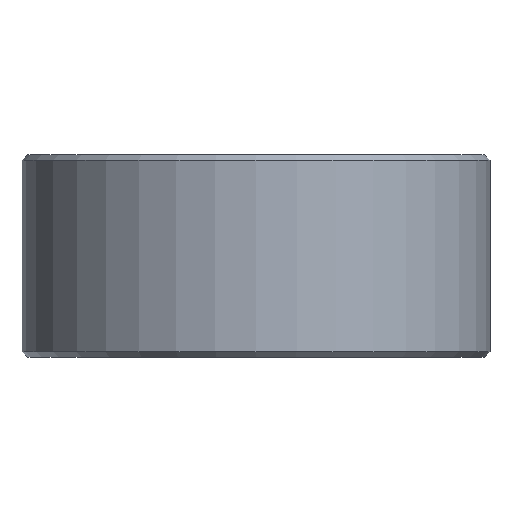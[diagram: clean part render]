
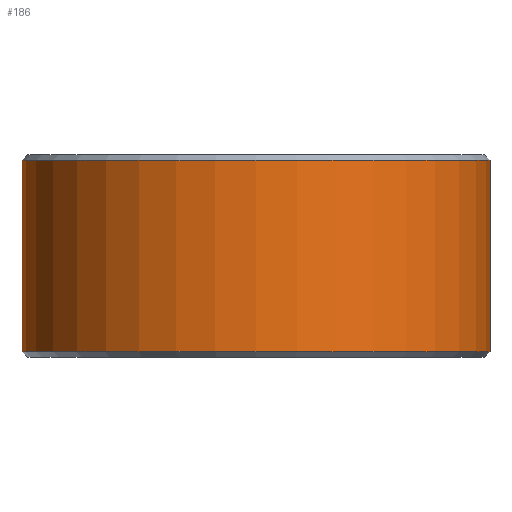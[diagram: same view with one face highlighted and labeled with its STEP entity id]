
A CAD part, front view. The second image highlights one B-rep face of the part: STEP entity #186.
In plain terms, the highlighted cylindrical face has radius 4.04 mm (diameter 8.08 mm), a partial arc.
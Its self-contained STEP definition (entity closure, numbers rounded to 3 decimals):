
#21 = DIRECTION ( 'NONE',  ( 0., 0., -1. ) ) ;
#44 = DIRECTION ( 'NONE',  ( 0., 0., -1. ) ) ;
#52 = ORIENTED_EDGE ( 'NONE', *, *, #330, .T. ) ;
#58 = CARTESIAN_POINT ( 'NONE',  ( 3.54, 0.063, 15.427 ) ) ;
#82 = VERTEX_POINT ( 'NONE', #363 ) ;
#115 = ORIENTED_EDGE ( 'NONE', *, *, #392, .F. ) ;
#130 = EDGE_LOOP ( 'NONE', ( #115, #52, #465, #246 ) ) ;
#147 = AXIS2_PLACEMENT_3D ( 'NONE', #272, #230, #389 ) ;
#186 = ADVANCED_FACE ( 'NONE', ( #262 ), #438, .T. ) ;
#208 = AXIS2_PLACEMENT_3D ( 'NONE', #265, #412, #228 ) ;
#228 = DIRECTION ( 'NONE',  ( -1., 0., 0. ) ) ;
#230 = DIRECTION ( 'NONE',  ( 0., 0., -1. ) ) ;
#237 = AXIS2_PLACEMENT_3D ( 'NONE', #347, #461, #279 ) ;
#244 = CIRCLE ( 'NONE', #237, 4.04 ) ;
#246 = ORIENTED_EDGE ( 'NONE', *, *, #286, .T. ) ;
#255 = EDGE_CURVE ( 'NONE', #378, #82, #338, .T. ) ;
#262 = FACE_OUTER_BOUND ( 'NONE', #130, .T. ) ;
#265 = CARTESIAN_POINT ( 'NONE',  ( -0.5, 0.063, 15.427 ) ) ;
#272 = CARTESIAN_POINT ( 'NONE',  ( -0.5, 0.063, 3.9 ) ) ;
#279 = DIRECTION ( 'NONE',  ( -1., 0., 0. ) ) ;
#286 = EDGE_CURVE ( 'NONE', #82, #393, #244, .T. ) ;
#316 = VERTEX_POINT ( 'NONE', #425 ) ;
#317 = CARTESIAN_POINT ( 'NONE',  ( -4.54, 0.063, 3.9 ) ) ;
#330 = EDGE_CURVE ( 'NONE', #316, #378, #435, .T. ) ;
#338 = LINE ( 'NONE', #368, #374 ) ;
#347 = CARTESIAN_POINT ( 'NONE',  ( -0.5, 0.063, 0.6 ) ) ;
#349 = CARTESIAN_POINT ( 'NONE',  ( 3.54, 0.063, 0.6 ) ) ;
#355 = VECTOR ( 'NONE', #21, 1000. ) ;
#363 = CARTESIAN_POINT ( 'NONE',  ( -4.54, 0.063, 0.6 ) ) ;
#368 = CARTESIAN_POINT ( 'NONE',  ( -4.54, 0.063, 15.427 ) ) ;
#374 = VECTOR ( 'NONE', #44, 1000. ) ;
#378 = VERTEX_POINT ( 'NONE', #317 ) ;
#382 = LINE ( 'NONE', #58, #355 ) ;
#389 = DIRECTION ( 'NONE',  ( 1., 0., 0. ) ) ;
#392 = EDGE_CURVE ( 'NONE', #316, #393, #382, .T. ) ;
#393 = VERTEX_POINT ( 'NONE', #349 ) ;
#412 = DIRECTION ( 'NONE',  ( 0., 0., -1. ) ) ;
#425 = CARTESIAN_POINT ( 'NONE',  ( 3.54, 0.063, 3.9 ) ) ;
#435 = CIRCLE ( 'NONE', #147, 4.04 ) ;
#438 = CYLINDRICAL_SURFACE ( 'NONE', #208, 4.04 ) ;
#461 = DIRECTION ( 'NONE',  ( 0., 0., 1. ) ) ;
#465 = ORIENTED_EDGE ( 'NONE', *, *, #255, .T. ) ;
